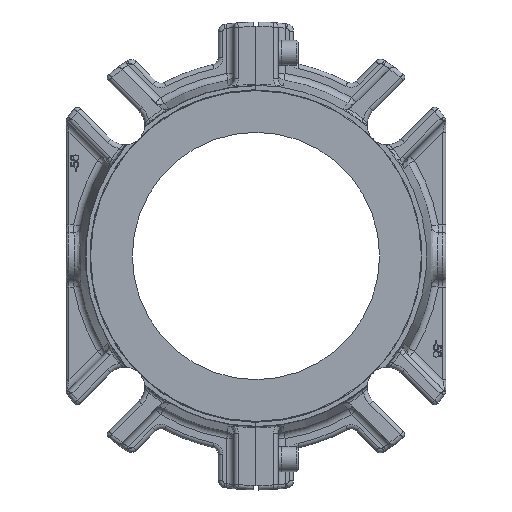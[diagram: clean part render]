
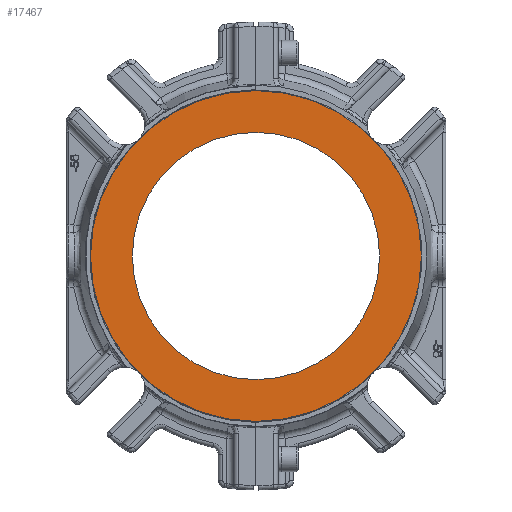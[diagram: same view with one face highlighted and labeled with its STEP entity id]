
A CAD part, front view. The second image highlights one B-rep face of the part: STEP entity #17467.
In plain terms, the highlighted planar face has unit normal (0, -1, 0).
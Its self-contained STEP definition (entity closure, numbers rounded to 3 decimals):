
#513=PLANE('',#19551);
#1919=CIRCLE('',#19548,88.9);
#1920=CIRCLE('',#19550,118.943);
#8945=ORIENTED_EDGE('',*,*,#11595,.T.);
#8946=ORIENTED_EDGE('',*,*,#11596,.T.);
#11595=EDGE_CURVE('',#13239,#13239,#1919,.F.);
#11596=EDGE_CURVE('',#13240,#13240,#1920,.T.);
#13239=VERTEX_POINT('',#35027);
#13240=VERTEX_POINT('',#35030);
#14973=EDGE_LOOP('',(#8945));
#14974=EDGE_LOOP('',(#8946));
#16105=FACE_BOUND('',#14973,.T.);
#16106=FACE_BOUND('',#14974,.T.);
#17467=ADVANCED_FACE('',(#16105,#16106),#513,.T.);
#19548=AXIS2_PLACEMENT_3D('',#35026,#24550,#24551);
#19550=AXIS2_PLACEMENT_3D('',#35029,#24554,#24555);
#19551=AXIS2_PLACEMENT_3D('',#35031,#24556,#24557);
#24550=DIRECTION('',(0.,-1.,0.));
#24551=DIRECTION('',(0.,0.,-1.));
#24554=DIRECTION('',(0.,-1.,0.));
#24555=DIRECTION('',(0.,0.,1.));
#24556=DIRECTION('',(0.,-1.,0.));
#24557=DIRECTION('',(0.,0.,1.));
#35026=CARTESIAN_POINT('',(0.,-8.984,0.));
#35027=CARTESIAN_POINT('',(0.,-8.984,-88.9));
#35029=CARTESIAN_POINT('',(0.,-8.984,0.));
#35030=CARTESIAN_POINT('',(0.,-8.984,118.943));
#35031=CARTESIAN_POINT('',(0.,-8.984,106.256));
